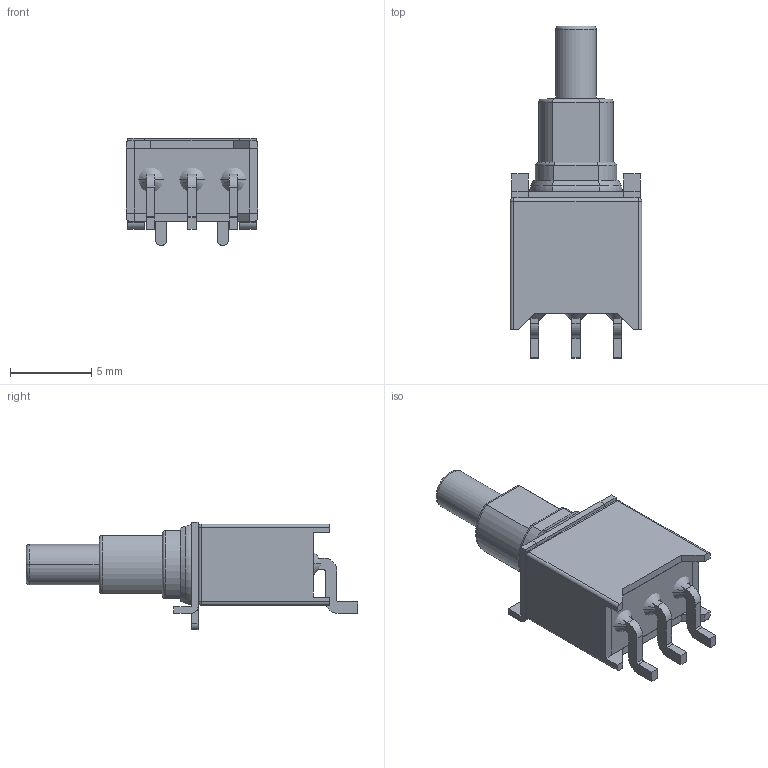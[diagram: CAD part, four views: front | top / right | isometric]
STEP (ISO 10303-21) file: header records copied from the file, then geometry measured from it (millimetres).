
FILE_DESCRIPTION((''),'2;1');
FILE_NAME('PB_APEM_TP32WS83565.stp','2010-11-16T14:20:48',(''),(''),'Mechanical Desktop 2011','Mechanical Desktop 2011',', , ');
FILE_SCHEMA(('AUTOMOTIVE_DESIGN { 1 2 10303 214 1 1 1 1 }'));
Length unit declared in the file: millimetre
Products named in the file (1): Product
Bounding box: 8.1 x 20.46 x 6.6 mm (x, y, z)
Volume: 436.5 mm3; surface area: 730.4 mm2
Topology: 15 solids, 15 shells, 167 faces, 394 edges, 247 vertices
Faces by surface type: plane 101, cylinder 40, torus 8, cone 8, bspline 6, sphere 4
Entity records: 4813 total; most frequent: CARTESIAN_POINT 945, DIRECTION 778, ORIENTED_EDGE 768, EDGE_CURVE 384, VECTOR 282, LINE 282, AXIS2_PLACEMENT_3D 248, VERTEX_POINT 247
